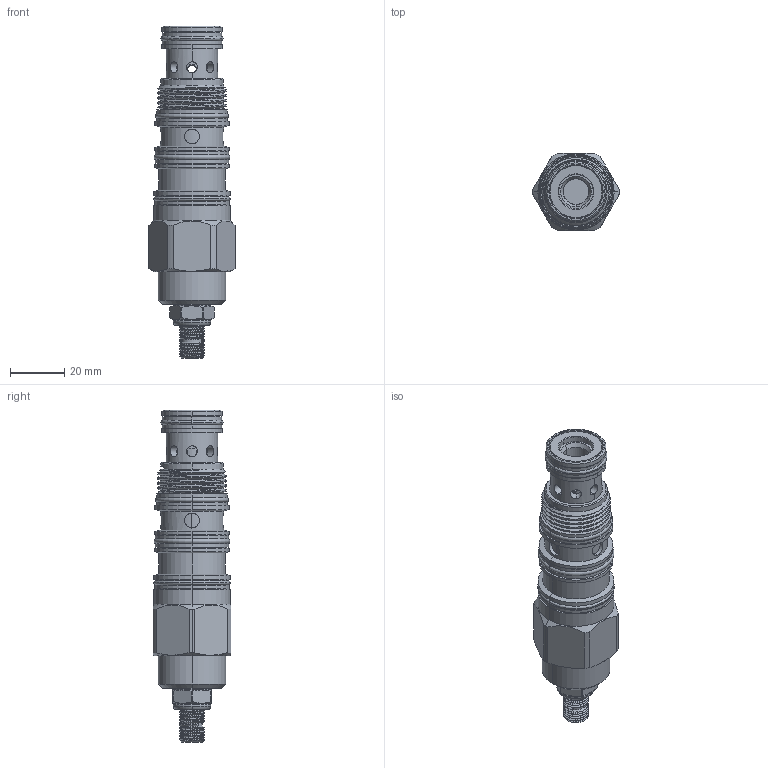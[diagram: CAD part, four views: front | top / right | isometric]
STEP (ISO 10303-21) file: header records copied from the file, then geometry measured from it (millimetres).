
FILE_DESCRIPTION (( 'STEP AP203' ), '1' );
FILE_NAME ('PV22A40(43)(45)-L.STEP', '2020-03-23T05:24:02', ( '' ), ( '' ), 'SwSTEP 2.0', 'SolidWorks 2018', '' );
FILE_SCHEMA (( 'CONFIG_CONTROL_DESIGN' ));
Length unit declared in the file: millimetre
Products named in the file (1): PV22A40(43)(45)-L
Bounding box: 31.8 x 28.57 x 122.61 mm (x, y, z)
Volume: 51778.1 mm3; surface area: 17085.6 mm2
Topology: 7 solids, 11 shells, 374 faces, 924 edges, 574 vertices
Faces by surface type: cylinder 213, plane 74, cone 44, torus 34, bspline 9
Entity records: 20673 total; most frequent: CARTESIAN_POINT 11944, ORIENTED_EDGE 1844, DIRECTION 1784, EDGE_CURVE 922, AXIS2_PLACEMENT_3D 744, VERTEX_POINT 574, EDGE_LOOP 436, CIRCLE 378
